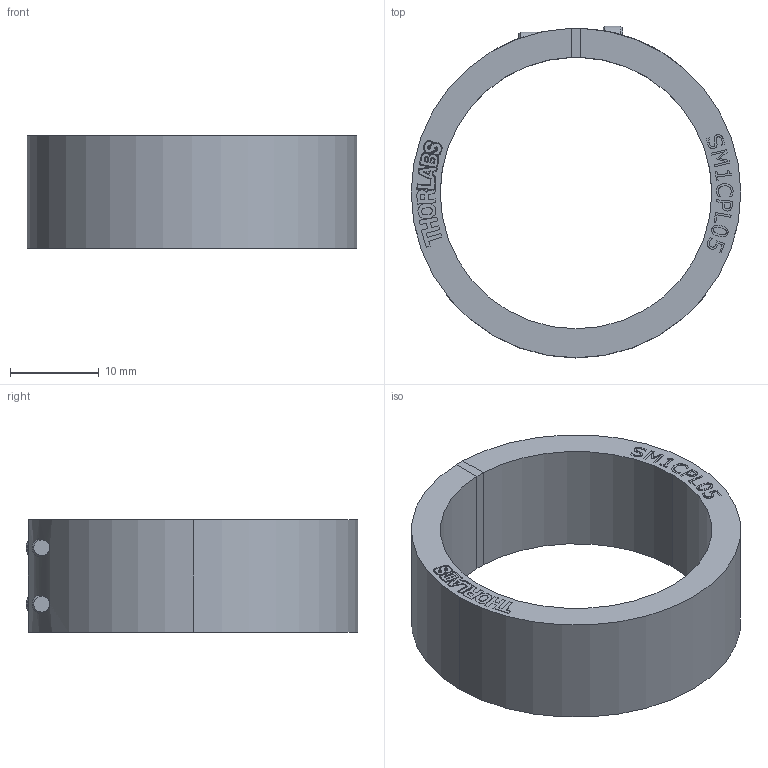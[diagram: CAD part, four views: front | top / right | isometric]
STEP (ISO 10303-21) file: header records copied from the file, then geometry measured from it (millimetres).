
FILE_DESCRIPTION (( 'STEP AP214' ), '1' );
FILE_NAME ('TTN112022-E0W.STEP', '2016-08-11T18:38:30', ( 'admin' ), ( '' ), 'SwSTEP 2.0', 'SolidWorks 2016', '' );
FILE_SCHEMA (( 'AUTOMOTIVE_DESIGN' ));
Length unit declared in the file: inch
Products named in the file (1): TTN112022-E0W
Bounding box: 37.08 x 37.34 x 12.7 mm (x, y, z)
Volume: 4363.3 mm3; surface area: 3918.3 mm2
Topology: 4 solids, 4 shells, 363 faces, 948 edges, 624 vertices
Faces by surface type: bspline 172, plane 155, cylinder 24, cone 12
Entity records: 20098 total; most frequent: CARTESIAN_POINT 7514, ORIENTED_EDGE 1896, DIRECTION 1040, EDGE_CURVE 948, VERTEX_POINT 624, LINE 540, VECTOR 540, EDGE_LOOP 402
